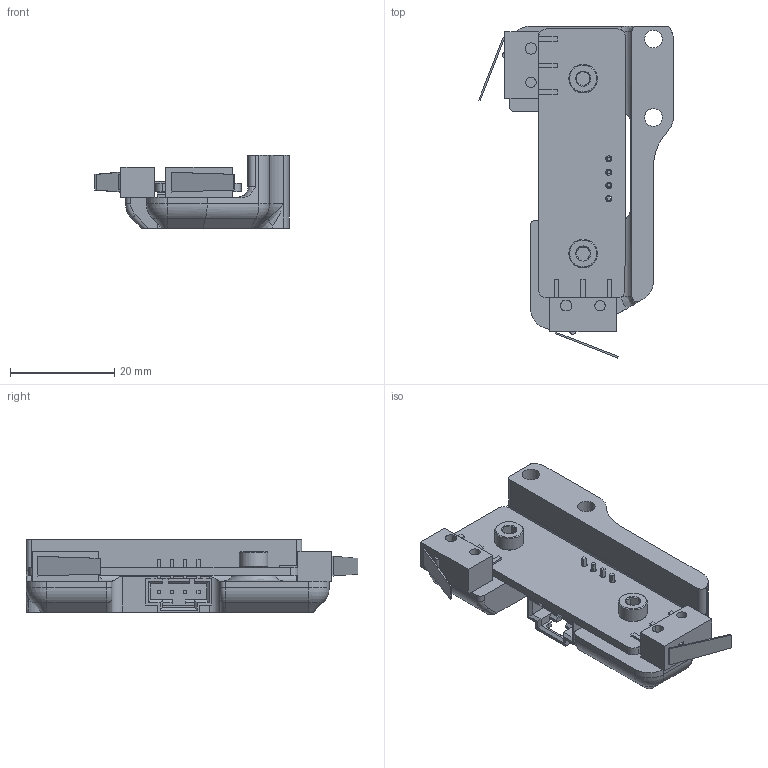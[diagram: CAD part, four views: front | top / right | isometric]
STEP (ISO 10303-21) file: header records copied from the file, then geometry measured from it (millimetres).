
FILE_DESCRIPTION(/* description */ (''),/* implementation_level */ '2;1');
FILE_NAME(/* name */ 'Microswitch Pod.step',/* time_stamp */ '2020-08-18T13:03:58-05:00',/* author */ (''),/* organization */ (''),/* preprocessor_version */ 'ST-DEVELOPER v18.1',/* originating_system */ 'Autodesk Translation Framework v9.3.0.1241',/* authorisation */ '');
FILE_SCHEMA (('AUTOMOTIVE_DESIGN { 1 0 10303 214 3 1 1 }'));
Length unit declared in the file: millimetre
Products named in the file (10): Microswitch Edge Pod; M3x8 SHCS (1) (1) (1); MZBOT_XY-Endstop; D2F_L; D2F_L_1; SOLID; 1X4_CONN_L_RA; 1X4_CONN_L_RA_1; SOLID (1); COMPOUND
Assembly tree (12 placements, depth 4):
  Microswitch Edge Pod
    M3x8 SHCS (1) (1) (1)  x2
    MZBOT_XY-Endstop
      D2F_L
        SOLID
      D2F_L_1
        SOLID
      1X4_CONN_L_RA
        SOLID (1)
      1X4_CONN_L_RA_1
        SOLID (1)
      COMPOUND
Bounding box: 37.25 x 63.56 x 14.16 mm (x, y, z)
Volume: 11393.3 mm3; surface area: 9752.5 mm2
Topology: 8 solids, 8 shells, 481 faces, 1225 edges, 780 vertices
Faces by surface type: plane 368, cylinder 73, cone 24, bspline 10, sphere 3, torus 3
Full cylindrical faces by diameter (mm): 1.168 x4, 2 x2, 2.8 x2, 3 x2, 3.4 x2, 3.5 x2, 4.3 x2, 5.5 x2
Entity records: 9339 total; most frequent: CARTESIAN_POINT 2083, ORIENTED_EDGE 1456, DIRECTION 1432, EDGE_CURVE 728, LINE 554, VECTOR 554, VERTEX_POINT 463, AXIS2_PLACEMENT_3D 439
